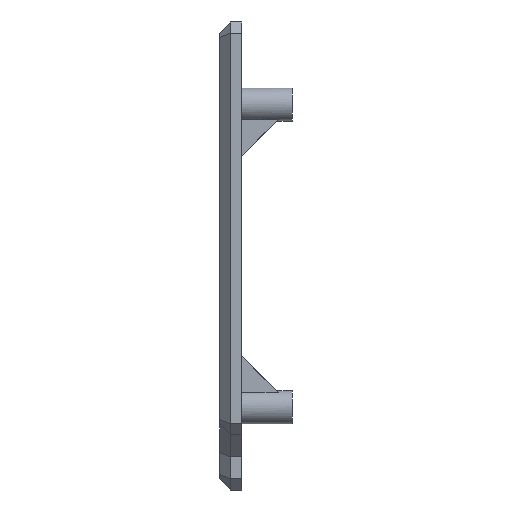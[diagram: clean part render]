
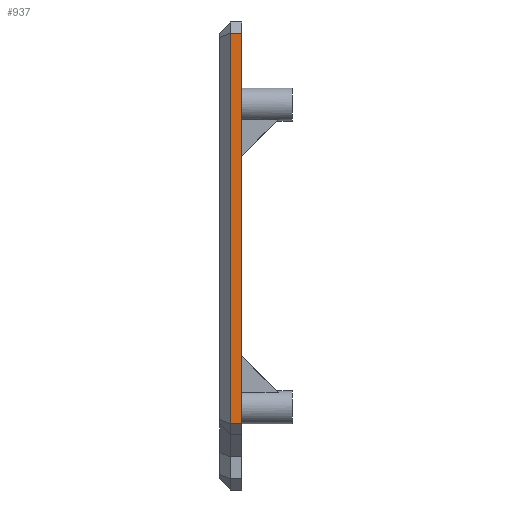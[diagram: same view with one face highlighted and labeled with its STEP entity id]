
A CAD part, left-side view. The second image highlights one B-rep face of the part: STEP entity #937.
In plain terms, the highlighted planar face has unit normal (-1, 0, 0).
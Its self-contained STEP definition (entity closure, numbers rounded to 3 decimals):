
#3 = CARTESIAN_POINT ( 'NONE',  ( -51., 4., 32.5 ) ) ;
#42 = DIRECTION ( 'NONE',  ( 0., 0., -1. ) ) ;
#265 = DIRECTION ( 'NONE',  ( 1., 0., 0. ) ) ;
#392 = ORIENTED_EDGE ( 'NONE', *, *, #838, .T. ) ;
#527 = ORIENTED_EDGE ( 'NONE', *, *, #2882, .T. ) ;
#541 = EDGE_CURVE ( 'NONE', #2050, #2781, #2005, .T. ) ;
#576 = VERTEX_POINT ( 'NONE', #1330 ) ;
#742 = CARTESIAN_POINT ( 'NONE',  ( -51., 0., -30.5 ) ) ;
#776 = DIRECTION ( 'NONE',  ( 0., 0., -1. ) ) ;
#788 = VECTOR ( 'NONE', #2626, 1000. ) ;
#811 = CARTESIAN_POINT ( 'NONE',  ( -51., 0., 32.5 ) ) ;
#838 = EDGE_CURVE ( 'NONE', #2781, #1476, #1707, .T. ) ;
#847 = DIRECTION ( 'NONE',  ( 0., -1., 0. ) ) ;
#937 = ADVANCED_FACE ( 'NONE', ( #2513 ), #2269, .F. ) ;
#1030 = VECTOR ( 'NONE', #847, 1000. ) ;
#1086 = CARTESIAN_POINT ( 'NONE',  ( -51., 0., 40.5 ) ) ;
#1125 = EDGE_LOOP ( 'NONE', ( #527, #1236, #2329, #392 ) ) ;
#1194 = DIRECTION ( 'NONE',  ( 0., 1., 0. ) ) ;
#1236 = ORIENTED_EDGE ( 'NONE', *, *, #1757, .T. ) ;
#1330 = CARTESIAN_POINT ( 'NONE',  ( -51., 2., 40.5 ) ) ;
#1476 = VERTEX_POINT ( 'NONE', #1086 ) ;
#1499 = CARTESIAN_POINT ( 'NONE',  ( -51., 4., 40.5 ) ) ;
#1705 = LINE ( 'NONE', #1499, #2355 ) ;
#1707 = LINE ( 'NONE', #811, #788 ) ;
#1757 = EDGE_CURVE ( 'NONE', #576, #2050, #2643, .T. ) ;
#1885 = AXIS2_PLACEMENT_3D ( 'NONE', #3, #265, #42 ) ;
#1921 = CARTESIAN_POINT ( 'NONE',  ( -51., 2., -30.5 ) ) ;
#1979 = VECTOR ( 'NONE', #776, 1000. ) ;
#2005 = LINE ( 'NONE', #2936, #1030 ) ;
#2050 = VERTEX_POINT ( 'NONE', #1921 ) ;
#2130 = CARTESIAN_POINT ( 'NONE',  ( -51., 2., 32.5 ) ) ;
#2269 = PLANE ( 'NONE',  #1885 ) ;
#2329 = ORIENTED_EDGE ( 'NONE', *, *, #541, .T. ) ;
#2355 = VECTOR ( 'NONE', #1194, 1000. ) ;
#2513 = FACE_OUTER_BOUND ( 'NONE', #1125, .T. ) ;
#2626 = DIRECTION ( 'NONE',  ( 0., 0., 1. ) ) ;
#2643 = LINE ( 'NONE', #2130, #1979 ) ;
#2781 = VERTEX_POINT ( 'NONE', #742 ) ;
#2882 = EDGE_CURVE ( 'NONE', #1476, #576, #1705, .T. ) ;
#2936 = CARTESIAN_POINT ( 'NONE',  ( -51., 4., -30.5 ) ) ;
